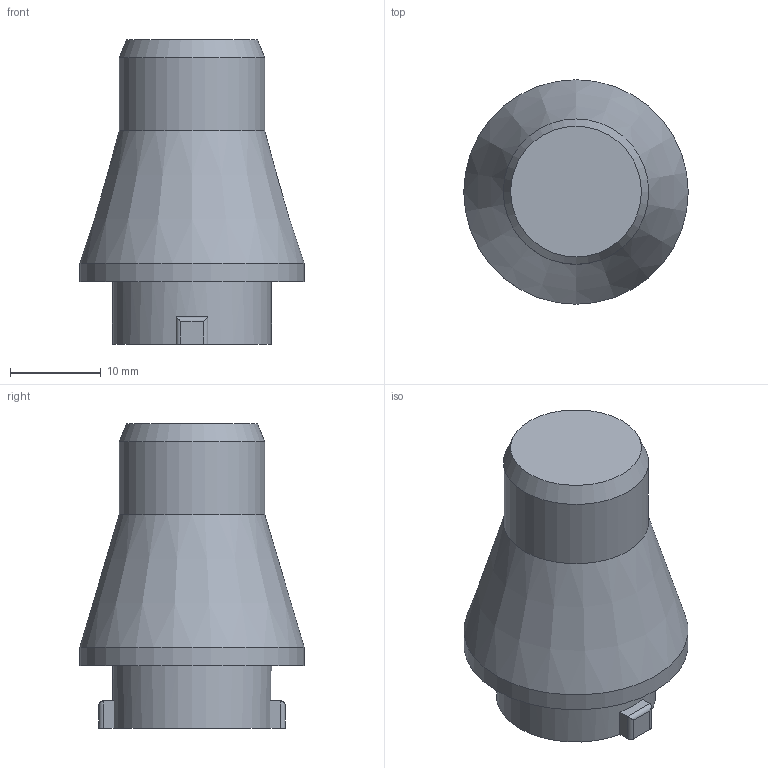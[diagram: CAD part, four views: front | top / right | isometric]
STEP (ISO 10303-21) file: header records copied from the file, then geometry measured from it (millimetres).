
FILE_DESCRIPTION(/* description */ (''),/* implementation_level */ '2;1');
FILE_NAME(/* name */ 'Percolator Cap v7.stp',/* time_stamp */ '2025-09-12T00:18:36+02:00',/* author */ (''),/* organization */ (''),/* preprocessor_version */ 'ST-DEVELOPER v20.1',/* originating_system */ 'Autodesk Translation Framework v14.10.0.0',/* authorisation */ '');
FILE_SCHEMA (('AUTOMOTIVE_DESIGN { 1 0 10303 214 3 1 1 }'));
Length unit declared in the file: millimetre
Products named in the file (1): Percolator Cap
Bounding box: 24.7 x 24.7 x 33.5 mm (x, y, z)
Volume: 6180.3 mm3; surface area: 3814.3 mm2
Topology: 1 solids, 1 shells, 25 faces, 56 edges, 35 vertices
Faces by surface type: plane 12, cylinder 10, cone 3
Full cylindrical faces by diameter (mm): 11.5 x1, 16 x1, 17.5 x1, 24.7 x1
Entity records: 730 total; most frequent: DIRECTION 131, CARTESIAN_POINT 117, ORIENTED_EDGE 112, EDGE_CURVE 56, AXIS2_PLACEMENT_3D 49, VERTEX_POINT 35, LINE 33, VECTOR 33
